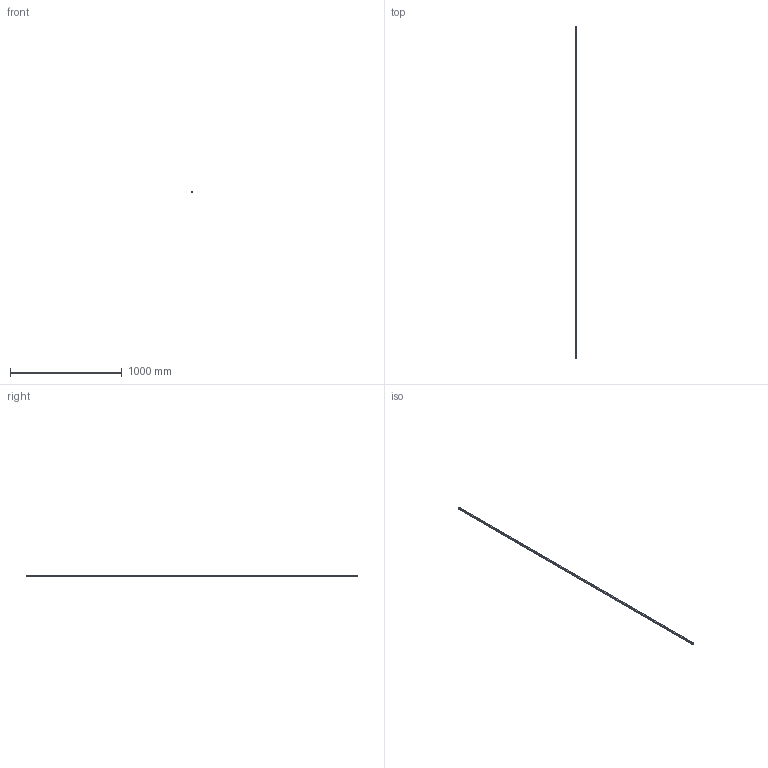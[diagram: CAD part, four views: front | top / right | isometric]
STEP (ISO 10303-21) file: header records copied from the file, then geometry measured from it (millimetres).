
FILE_DESCRIPTION(('STEP AP214'),'1');
FILE_NAME('cctmp_A84F8255-8D41-4DDE-B289-7EECBC885E85_2021_02_02_12_35_43_0324..stp','2021-02-02T11:35:43',('HIWIN GmbH'),('CADClick - www.CADClick.com'),'Spatial InterOp 3D',' ','unknown authorization');
FILE_SCHEMA(('AUTOMOTIVE_DESIGN'));
Length unit declared in the file: millimetre
Products named in the file (1): EGR15U2970C_FILE
Bounding box: 15 x 2970 x 12.5 mm (x, y, z)
Volume: 472962.8 mm3; surface area: 180992.9 mm2
Topology: 1 solids, 1 shells, 603 faces, 1491 edges, 994 vertices
Faces by surface type: cylinder 318, plane 285
Entity records: 23149 total; most frequent: DIRECTION 3535, CARTESIAN_POINT 3089, ORIENTED_EDGE 2982, EDGE_CURVE 1491, AXIS2_PLACEMENT_3D 1440, VERTEX_POINT 994, EDGE_LOOP 707, LINE 655
